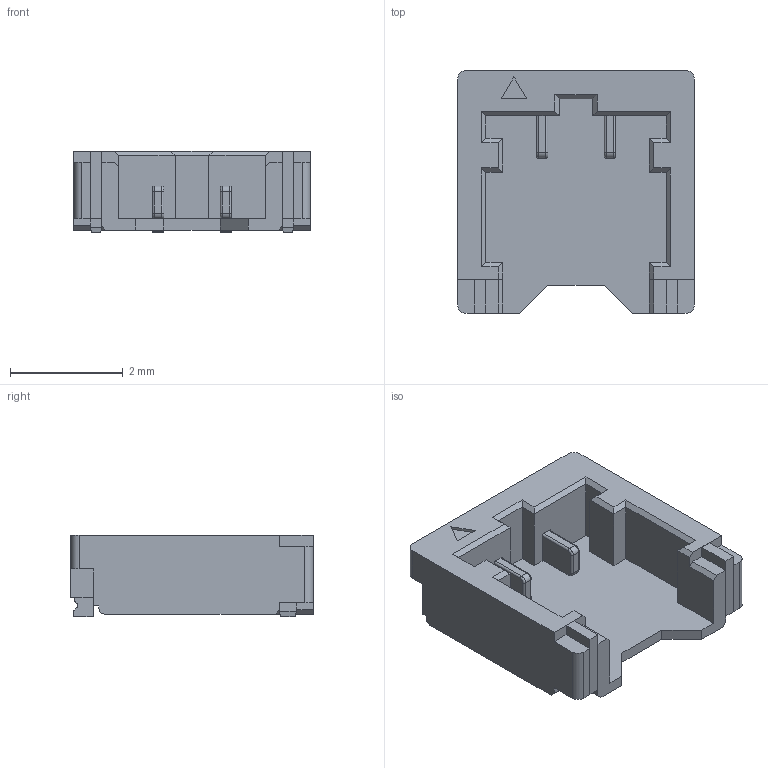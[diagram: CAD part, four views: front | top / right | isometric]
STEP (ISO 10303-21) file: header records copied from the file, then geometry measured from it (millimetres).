
FILE_DESCRIPTION(/* description */ (''),/* implementation_level */ '2;1');
FILE_NAME(/* name */ 'CON_BM02B-ACHSS.step',/* time_stamp */ '2024-07-13T17:12:43+02:00',/* author */ (''),/* organization */ (''),/* preprocessor_version */ 'ST-DEVELOPER v20',/* originating_system */ 'Autodesk Translation Framework v13.14.0.145',/* authorisation */ '');
FILE_SCHEMA (('AUTOMOTIVE_DESIGN { 1 0 10303 214 3 1 1 }'));
Length unit declared in the file: millimetre
Products named in the file (1): BM02B-ACHSS-GAN-TF-LF--SN---3DModel-STEP-269445
Bounding box: 4.2 x 4.3 x 1.45 mm (x, y, z)
Volume: 11.7 mm3; surface area: 82.5 mm2
Topology: 5 solids, 5 shells, 178 faces, 469 edges, 298 vertices
Faces by surface type: plane 139, cylinder 31, torus 8
Entity records: 5442 total; most frequent: CARTESIAN_POINT 946, ORIENTED_EDGE 938, DIRECTION 897, EDGE_CURVE 469, LINE 399, VECTOR 399, VERTEX_POINT 298, AXIS2_PLACEMENT_3D 249
